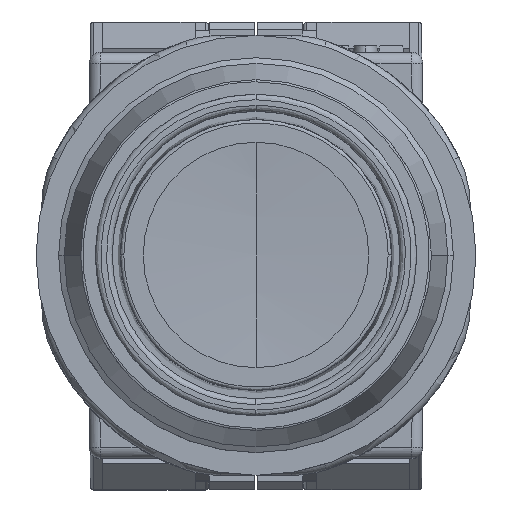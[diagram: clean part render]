
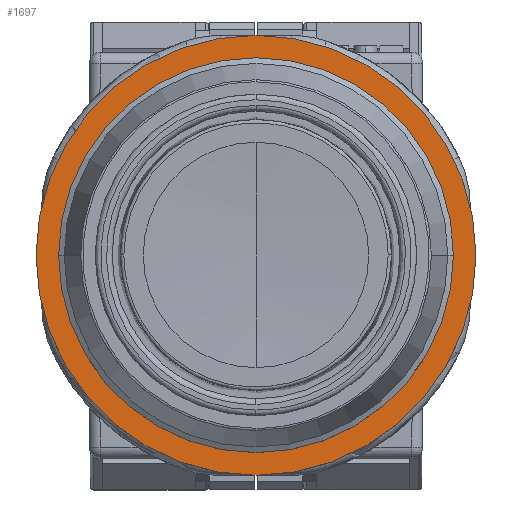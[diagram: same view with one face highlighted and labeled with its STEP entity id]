
A CAD part, top view. The second image highlights one B-rep face of the part: STEP entity #1697.
In plain terms, the highlighted planar face has unit normal (0, 0, 1).
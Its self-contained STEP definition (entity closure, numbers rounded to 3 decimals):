
#607 = CIRCLE ( 'NONE', #7685, 19.5 ) ;
#657 = CARTESIAN_POINT ( 'NONE',  ( 0., 0., 1.5 ) ) ;
#709 = DIRECTION ( 'NONE',  ( 0., 0., 1. ) ) ;
#1012 = VERTEX_POINT ( 'NONE', #4729 ) ;
#1183 = CIRCLE ( 'NONE', #15699, 14.75 ) ;
#1408 = ORIENTED_EDGE ( 'NONE', *, *, #11170, .F. ) ;
#1697 = ADVANCED_FACE ( 'NONE', ( #1831, #3330 ), #11414, .T. ) ;
#1831 = FACE_BOUND ( 'NONE', #8093, .T. ) ;
#2172 = VERTEX_POINT ( 'NONE', #7392 ) ;
#2414 = CARTESIAN_POINT ( 'NONE',  ( 0., 0., 1.5 ) ) ;
#2660 = ORIENTED_EDGE ( 'NONE', *, *, #3484, .T. ) ;
#3251 = EDGE_CURVE ( 'NONE', #15256, #11694, #15645, .T. ) ;
#3330 = FACE_OUTER_BOUND ( 'NONE', #14718, .T. ) ;
#3484 = EDGE_CURVE ( 'NONE', #1012, #2172, #607, .T. ) ;
#4545 = CARTESIAN_POINT ( 'NONE',  ( -14.75, 0., 1.5 ) ) ;
#4575 = CIRCLE ( 'NONE', #15704, 19.5 ) ;
#4729 = CARTESIAN_POINT ( 'NONE',  ( -19.5, 0., 1.5 ) ) ;
#4788 = AXIS2_PLACEMENT_3D ( 'NONE', #9748, #8096, #6434 ) ;
#5428 = EDGE_CURVE ( 'NONE', #2172, #1012, #4575, .T. ) ;
#6434 = DIRECTION ( 'NONE',  ( 1., 0., 0. ) ) ;
#7392 = CARTESIAN_POINT ( 'NONE',  ( 19.5, 0., 1.5 ) ) ;
#7685 = AXIS2_PLACEMENT_3D ( 'NONE', #14689, #13047, #11382 ) ;
#8093 = EDGE_LOOP ( 'NONE', ( #9844, #1408 ) ) ;
#8096 = DIRECTION ( 'NONE',  ( 0., 0., 1. ) ) ;
#8353 = DIRECTION ( 'NONE',  ( -1., 0., 0. ) ) ;
#8620 = DIRECTION ( 'NONE',  ( -1., 0., 0. ) ) ;
#8992 = CARTESIAN_POINT ( 'NONE',  ( 14.75, 0., 1.5 ) ) ;
#9748 = CARTESIAN_POINT ( 'NONE',  ( -19.734, -19.734, 1.5 ) ) ;
#9844 = ORIENTED_EDGE ( 'NONE', *, *, #3251, .F. ) ;
#10024 = DIRECTION ( 'NONE',  ( 0., 0., 1. ) ) ;
#10281 = DIRECTION ( 'NONE',  ( 0., 0., 1. ) ) ;
#11170 = EDGE_CURVE ( 'NONE', #11694, #15256, #1183, .T. ) ;
#11249 = AXIS2_PLACEMENT_3D ( 'NONE', #11676, #10024, #8353 ) ;
#11382 = DIRECTION ( 'NONE',  ( -1., 0., 0. ) ) ;
#11414 = PLANE ( 'NONE',  #4788 ) ;
#11676 = CARTESIAN_POINT ( 'NONE',  ( 0., 0., 1.5 ) ) ;
#11694 = VERTEX_POINT ( 'NONE', #8992 ) ;
#13047 = DIRECTION ( 'NONE',  ( 0., 0., 1. ) ) ;
#14689 = CARTESIAN_POINT ( 'NONE',  ( 0., 0., 1.5 ) ) ;
#14718 = EDGE_LOOP ( 'NONE', ( #2660, #16079 ) ) ;
#15256 = VERTEX_POINT ( 'NONE', #4545 ) ;
#15310 = DIRECTION ( 'NONE',  ( -1., 0., 0. ) ) ;
#15645 = CIRCLE ( 'NONE', #11249, 14.75 ) ;
#15699 = AXIS2_PLACEMENT_3D ( 'NONE', #657, #10281, #8620 ) ;
#15704 = AXIS2_PLACEMENT_3D ( 'NONE', #2414, #709, #15310 ) ;
#16079 = ORIENTED_EDGE ( 'NONE', *, *, #5428, .T. ) ;
